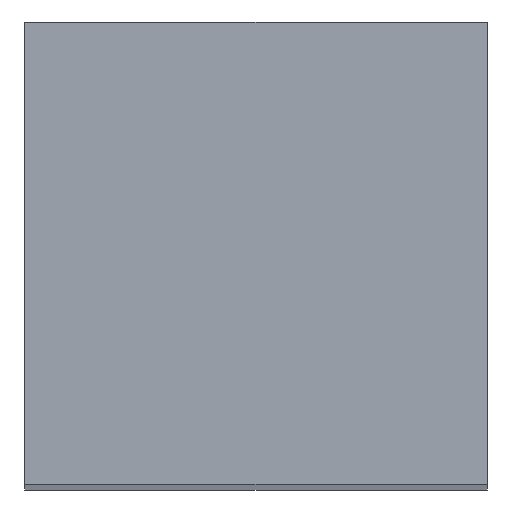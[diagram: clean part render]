
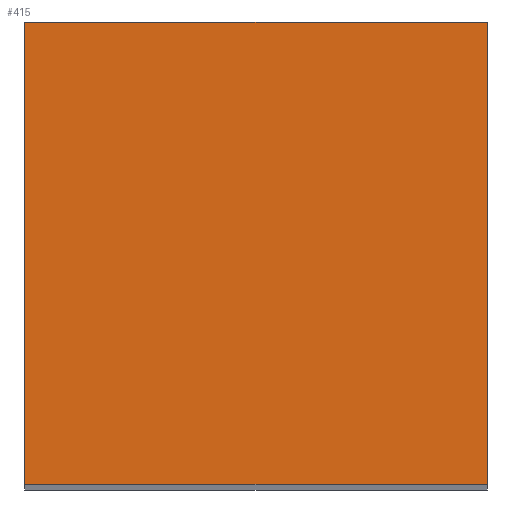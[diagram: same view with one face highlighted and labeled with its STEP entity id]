
A CAD part, top view. The second image highlights one B-rep face of the part: STEP entity #415.
In plain terms, the highlighted face is planar.
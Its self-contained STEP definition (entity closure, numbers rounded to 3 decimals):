
#181=CARTESIAN_POINT('',(0.,16.,-8.));
#182=VERTEX_POINT('',#181);
#188=CARTESIAN_POINT('',(0.,16.,8.));
#189=DIRECTION('',(0.,0.,-1.));
#190=VECTOR('',#189,16.);
#191=LINE('',#188,#190);
#192=CARTESIAN_POINT('',(0.,16.,8.));
#193=VERTEX_POINT('',#192);
#194=EDGE_CURVE('',#193,#182,#191,.T.);
#356=CARTESIAN_POINT('',(0.,0.,8.));
#357=VERTEX_POINT('',#356);
#361=CARTESIAN_POINT('',(0.,0.,8.));
#362=DIRECTION('',(0.,0.,-1.));
#363=VECTOR('',#362,16.);
#364=LINE('',#361,#363);
#365=CARTESIAN_POINT('',(0.,0.,-8.));
#366=VERTEX_POINT('',#365);
#367=EDGE_CURVE('',#357,#366,#364,.T.);
#390=CARTESIAN_POINT('',(0.,7.6,0.4));
#391=DIRECTION('',(-1.,0.,0.));
#392=DIRECTION('',(0.,0.,1.));
#393=AXIS2_PLACEMENT_3D('',#390,#391,#392);
#394=PLANE('',#393);
#395=CARTESIAN_POINT('',(0.,0.,8.));
#396=DIRECTION('',(0.,1.,0.));
#397=VECTOR('',#396,16.);
#398=LINE('',#395,#397);
#399=EDGE_CURVE('',#357,#193,#398,.T.);
#400=ORIENTED_EDGE('Edge 305',*,*,#399,.F.);
#402=ORIENTED_EDGE('Edge 310',*,*,#194,.F.);
#404=CARTESIAN_POINT('',(0.,0.,-8.));
#405=DIRECTION('',(0.,1.,0.));
#406=VECTOR('',#405,16.);
#407=LINE('',#404,#406);
#408=EDGE_CURVE('',#366,#182,#407,.T.);
#409=ORIENTED_EDGE('Edge 315',*,*,#408,.T.);
#411=ORIENTED_EDGE('Edge 320',*,*,#367,.T.);
#413=EDGE_LOOP('',(#411,#409,#402,#400));
#414=FACE_OUTER_BOUND('Loop 321',#413,.T.);
#415=ADVANCED_FACE('Face 322',(#414),#394,.F.);
